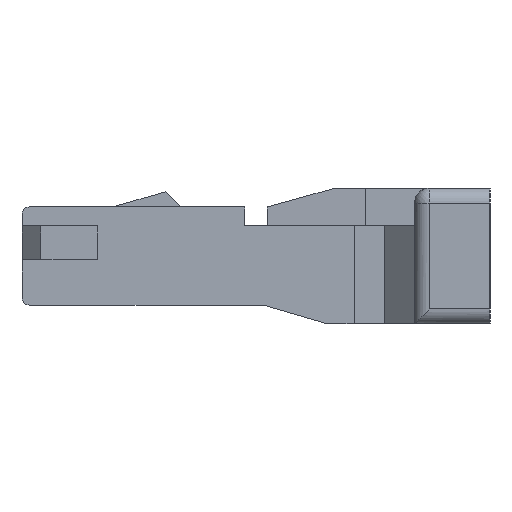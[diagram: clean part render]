
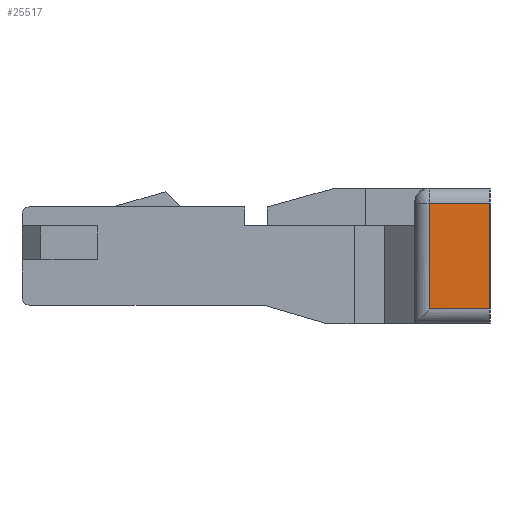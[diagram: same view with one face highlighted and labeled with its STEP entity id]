
A CAD part, left-side view. The second image highlights one B-rep face of the part: STEP entity #25517.
In plain terms, the highlighted planar face has unit normal (-1, 0, 0).
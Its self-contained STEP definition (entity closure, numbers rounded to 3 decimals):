
#55 = CYLINDRICAL_SURFACE('',#56,0.2);
#56 = AXIS2_PLACEMENT_3D('',#57,#58,#59);
#57 = CARTESIAN_POINT('',(-8.91,-10.582,-0.7));
#58 = DIRECTION('',(0.,1.,0.));
#59 = DIRECTION('',(0.,0.,-1.));
#105 = PLANE('',#106);
#106 = AXIS2_PLACEMENT_3D('',#107,#108,#109);
#107 = CARTESIAN_POINT('',(-9.11,-2.5,-0.9));
#108 = DIRECTION('',(0.,-1.,0.));
#109 = DIRECTION('',(1.,0.,0.));
#476 = EDGE_CURVE('',#477,#479,#481,.T.);
#477 = VERTEX_POINT('',#478);
#478 = CARTESIAN_POINT('',(-9.11,-2.5,-0.7));
#479 = VERTEX_POINT('',#480);
#480 = CARTESIAN_POINT('',(-9.11,-1.7,-0.7));
#481 = SURFACE_CURVE('',#482,(#486,#515),.PCURVE_S1.);
#482 = LINE('',#483,#484);
#483 = CARTESIAN_POINT('',(-9.11,-2.5,-0.7));
#484 = VECTOR('',#485,1.);
#485 = DIRECTION('',(0.,1.,0.));
#486 = PCURVE('',#55,#487);
#487 = DEFINITIONAL_REPRESENTATION('',(#488),#514);
#488 = B_SPLINE_CURVE_WITH_KNOTS('',3,(#489,#490,#491,#492,#493,#494,
    #495,#496,#497,#498,#499,#500,#501,#502,#503,#504,#505,#506,#507,
    #508,#509,#510,#511,#512,#513),.UNSPECIFIED.,.F.,.F.,(4,1,1,1,1,1,1,
    1,1,1,1,1,1,1,1,1,1,1,1,1,1,1,4),(0.,0.036,
    0.073,0.109,0.145,0.182,
    0.218,0.255,0.291,0.327,
    0.364,0.4,0.436,0.473,0.509,
    0.545,0.582,0.618,0.655,
    0.691,0.727,0.764,0.8),
  .QUASI_UNIFORM_KNOTS.);
#489 = CARTESIAN_POINT('',(1.571,8.082));
#490 = CARTESIAN_POINT('',(1.571,8.094));
#491 = CARTESIAN_POINT('',(1.571,8.119));
#492 = CARTESIAN_POINT('',(1.571,8.155));
#493 = CARTESIAN_POINT('',(1.571,8.191));
#494 = CARTESIAN_POINT('',(1.571,8.228));
#495 = CARTESIAN_POINT('',(1.571,8.264));
#496 = CARTESIAN_POINT('',(1.571,8.301));
#497 = CARTESIAN_POINT('',(1.571,8.337));
#498 = CARTESIAN_POINT('',(1.571,8.373));
#499 = CARTESIAN_POINT('',(1.571,8.41));
#500 = CARTESIAN_POINT('',(1.571,8.446));
#501 = CARTESIAN_POINT('',(1.571,8.482));
#502 = CARTESIAN_POINT('',(1.571,8.519));
#503 = CARTESIAN_POINT('',(1.571,8.555));
#504 = CARTESIAN_POINT('',(1.571,8.591));
#505 = CARTESIAN_POINT('',(1.571,8.628));
#506 = CARTESIAN_POINT('',(1.571,8.664));
#507 = CARTESIAN_POINT('',(1.571,8.701));
#508 = CARTESIAN_POINT('',(1.571,8.737));
#509 = CARTESIAN_POINT('',(1.571,8.773));
#510 = CARTESIAN_POINT('',(1.571,8.81));
#511 = CARTESIAN_POINT('',(1.571,8.846));
#512 = CARTESIAN_POINT('',(1.571,8.87));
#513 = CARTESIAN_POINT('',(1.571,8.882));
#514 = ( GEOMETRIC_REPRESENTATION_CONTEXT(2) 
PARAMETRIC_REPRESENTATION_CONTEXT() REPRESENTATION_CONTEXT('2D SPACE',''
  ) );
#515 = PCURVE('',#516,#521);
#516 = PLANE('',#517);
#517 = AXIS2_PLACEMENT_3D('',#518,#519,#520);
#518 = CARTESIAN_POINT('',(-9.11,-1.5,-0.9));
#519 = DIRECTION('',(-1.,0.,0.));
#520 = DIRECTION('',(0.,-1.,0.));
#521 = DEFINITIONAL_REPRESENTATION('',(#522),#526);
#522 = LINE('',#523,#524);
#523 = CARTESIAN_POINT('',(1.,0.2));
#524 = VECTOR('',#525,1.);
#525 = DIRECTION('',(-1.,0.));
#526 = ( GEOMETRIC_REPRESENTATION_CONTEXT(2) 
PARAMETRIC_REPRESENTATION_CONTEXT() REPRESENTATION_CONTEXT('2D SPACE',''
  ) );
#593 = CYLINDRICAL_SURFACE('',#594,0.2);
#594 = AXIS2_PLACEMENT_3D('',#595,#596,#597);
#595 = CARTESIAN_POINT('',(-8.91,-1.7,-3.246));
#596 = DIRECTION('',(0.,0.,1.));
#597 = DIRECTION('',(0.,1.,0.));
#880 = EDGE_CURVE('',#477,#881,#883,.T.);
#881 = VERTEX_POINT('',#882);
#882 = CARTESIAN_POINT('',(-9.11,-2.5,0.7));
#883 = SURFACE_CURVE('',#884,(#888,#895),.PCURVE_S1.);
#884 = LINE('',#885,#886);
#885 = CARTESIAN_POINT('',(-9.11,-2.5,-0.7));
#886 = VECTOR('',#887,1.);
#887 = DIRECTION('',(0.,0.,1.));
#888 = PCURVE('',#105,#889);
#889 = DEFINITIONAL_REPRESENTATION('',(#890),#894);
#890 = LINE('',#891,#892);
#891 = CARTESIAN_POINT('',(0.,0.2));
#892 = VECTOR('',#893,1.);
#893 = DIRECTION('',(0.,1.));
#894 = ( GEOMETRIC_REPRESENTATION_CONTEXT(2) 
PARAMETRIC_REPRESENTATION_CONTEXT() REPRESENTATION_CONTEXT('2D SPACE',''
  ) );
#895 = PCURVE('',#516,#896);
#896 = DEFINITIONAL_REPRESENTATION('',(#897),#901);
#897 = LINE('',#898,#899);
#898 = CARTESIAN_POINT('',(1.,0.2));
#899 = VECTOR('',#900,1.);
#900 = DIRECTION('',(0.,1.));
#901 = ( GEOMETRIC_REPRESENTATION_CONTEXT(2) 
PARAMETRIC_REPRESENTATION_CONTEXT() REPRESENTATION_CONTEXT('2D SPACE',''
  ) );
#920 = CYLINDRICAL_SURFACE('',#921,0.2);
#921 = AXIS2_PLACEMENT_3D('',#922,#923,#924);
#922 = CARTESIAN_POINT('',(-8.91,-10.582,0.7));
#923 = DIRECTION('',(0.,1.,0.));
#924 = DIRECTION('',(-1.,0.,0.));
#25406 = VERTEX_POINT('',#25407);
#25407 = CARTESIAN_POINT('',(-9.11,-1.7,0.7));
#25475 = EDGE_CURVE('',#479,#25406,#25476,.T.);
#25476 = SURFACE_CURVE('',#25477,(#25481,#25510),.PCURVE_S1.);
#25477 = LINE('',#25478,#25479);
#25478 = CARTESIAN_POINT('',(-9.11,-1.7,-0.7));
#25479 = VECTOR('',#25480,1.);
#25480 = DIRECTION('',(0.,0.,1.));
#25481 = PCURVE('',#593,#25482);
#25482 = DEFINITIONAL_REPRESENTATION('',(#25483),#25509);
#25483 = B_SPLINE_CURVE_WITH_KNOTS('',3,(#25484,#25485,#25486,#25487,
    #25488,#25489,#25490,#25491,#25492,#25493,#25494,#25495,#25496,
    #25497,#25498,#25499,#25500,#25501,#25502,#25503,#25504,#25505,
    #25506,#25507,#25508),.UNSPECIFIED.,.F.,.F.,(4,1,1,1,1,1,1,1,1,1,1,1
    ,1,1,1,1,1,1,1,1,1,1,4),(0.,0.064,0.127,
    0.191,0.255,0.318,0.382,
    0.445,0.509,0.573,0.636,0.7,
    0.764,0.827,0.891,0.955,
    1.018,1.082,1.145,1.209,
    1.273,1.336,1.4),.QUASI_UNIFORM_KNOTS.);
#25484 = CARTESIAN_POINT('',(1.571,2.546));
#25485 = CARTESIAN_POINT('',(1.571,2.568));
#25486 = CARTESIAN_POINT('',(1.571,2.61));
#25487 = CARTESIAN_POINT('',(1.571,2.674));
#25488 = CARTESIAN_POINT('',(1.571,2.737));
#25489 = CARTESIAN_POINT('',(1.571,2.801));
#25490 = CARTESIAN_POINT('',(1.571,2.865));
#25491 = CARTESIAN_POINT('',(1.571,2.928));
#25492 = CARTESIAN_POINT('',(1.571,2.992));
#25493 = CARTESIAN_POINT('',(1.571,3.056));
#25494 = CARTESIAN_POINT('',(1.571,3.119));
#25495 = CARTESIAN_POINT('',(1.571,3.183));
#25496 = CARTESIAN_POINT('',(1.571,3.246));
#25497 = CARTESIAN_POINT('',(1.571,3.31));
#25498 = CARTESIAN_POINT('',(1.571,3.374));
#25499 = CARTESIAN_POINT('',(1.571,3.437));
#25500 = CARTESIAN_POINT('',(1.571,3.501));
#25501 = CARTESIAN_POINT('',(1.571,3.565));
#25502 = CARTESIAN_POINT('',(1.571,3.628));
#25503 = CARTESIAN_POINT('',(1.571,3.692));
#25504 = CARTESIAN_POINT('',(1.571,3.756));
#25505 = CARTESIAN_POINT('',(1.571,3.819));
#25506 = CARTESIAN_POINT('',(1.571,3.883));
#25507 = CARTESIAN_POINT('',(1.571,3.925));
#25508 = CARTESIAN_POINT('',(1.571,3.946));
#25509 = ( GEOMETRIC_REPRESENTATION_CONTEXT(2) 
PARAMETRIC_REPRESENTATION_CONTEXT() REPRESENTATION_CONTEXT('2D SPACE',''
  ) );
#25510 = PCURVE('',#516,#25511);
#25511 = DEFINITIONAL_REPRESENTATION('',(#25512),#25516);
#25512 = LINE('',#25513,#25514);
#25513 = CARTESIAN_POINT('',(0.2,0.2));
#25514 = VECTOR('',#25515,1.);
#25515 = DIRECTION('',(0.,1.));
#25516 = ( GEOMETRIC_REPRESENTATION_CONTEXT(2) 
PARAMETRIC_REPRESENTATION_CONTEXT() REPRESENTATION_CONTEXT('2D SPACE',''
  ) );
#25517 = ADVANCED_FACE('',(#25518),#516,.T.);
#25518 = FACE_BOUND('',#25519,.F.);
#25519 = EDGE_LOOP('',(#25520,#25563,#25564,#25565));
#25520 = ORIENTED_EDGE('',*,*,#25521,.F.);
#25521 = EDGE_CURVE('',#881,#25406,#25522,.T.);
#25522 = SURFACE_CURVE('',#25523,(#25527,#25534),.PCURVE_S1.);
#25523 = LINE('',#25524,#25525);
#25524 = CARTESIAN_POINT('',(-9.11,-2.5,0.7));
#25525 = VECTOR('',#25526,1.);
#25526 = DIRECTION('',(0.,1.,0.));
#25527 = PCURVE('',#516,#25528);
#25528 = DEFINITIONAL_REPRESENTATION('',(#25529),#25533);
#25529 = LINE('',#25530,#25531);
#25530 = CARTESIAN_POINT('',(1.,1.6));
#25531 = VECTOR('',#25532,1.);
#25532 = DIRECTION('',(-1.,0.));
#25533 = ( GEOMETRIC_REPRESENTATION_CONTEXT(2) 
PARAMETRIC_REPRESENTATION_CONTEXT() REPRESENTATION_CONTEXT('2D SPACE',''
  ) );
#25534 = PCURVE('',#920,#25535);
#25535 = DEFINITIONAL_REPRESENTATION('',(#25536),#25562);
#25536 = B_SPLINE_CURVE_WITH_KNOTS('',3,(#25537,#25538,#25539,#25540,
    #25541,#25542,#25543,#25544,#25545,#25546,#25547,#25548,#25549,
    #25550,#25551,#25552,#25553,#25554,#25555,#25556,#25557,#25558,
    #25559,#25560,#25561),.UNSPECIFIED.,.F.,.F.,(4,1,1,1,1,1,1,1,1,1,1,1
    ,1,1,1,1,1,1,1,1,1,1,4),(0.,0.036,
    0.073,0.109,0.145,0.182,
    0.218,0.255,0.291,0.327,
    0.364,0.4,0.436,0.473,0.509,
    0.545,0.582,0.618,0.655,
    0.691,0.727,0.764,0.8),
  .QUASI_UNIFORM_KNOTS.);
#25537 = CARTESIAN_POINT('',(0.,8.082));
#25538 = CARTESIAN_POINT('',(0.,8.094));
#25539 = CARTESIAN_POINT('',(0.,8.119));
#25540 = CARTESIAN_POINT('',(0.,8.155));
#25541 = CARTESIAN_POINT('',(0.,8.191));
#25542 = CARTESIAN_POINT('',(0.,8.228));
#25543 = CARTESIAN_POINT('',(0.,8.264));
#25544 = CARTESIAN_POINT('',(0.,8.301));
#25545 = CARTESIAN_POINT('',(0.,8.337));
#25546 = CARTESIAN_POINT('',(0.,8.373));
#25547 = CARTESIAN_POINT('',(0.,8.41));
#25548 = CARTESIAN_POINT('',(0.,8.446));
#25549 = CARTESIAN_POINT('',(0.,8.482));
#25550 = CARTESIAN_POINT('',(0.,8.519));
#25551 = CARTESIAN_POINT('',(0.,8.555));
#25552 = CARTESIAN_POINT('',(0.,8.591));
#25553 = CARTESIAN_POINT('',(0.,8.628));
#25554 = CARTESIAN_POINT('',(0.,8.664));
#25555 = CARTESIAN_POINT('',(0.,8.701));
#25556 = CARTESIAN_POINT('',(0.,8.737));
#25557 = CARTESIAN_POINT('',(0.,8.773));
#25558 = CARTESIAN_POINT('',(0.,8.81));
#25559 = CARTESIAN_POINT('',(0.,8.846));
#25560 = CARTESIAN_POINT('',(0.,8.87));
#25561 = CARTESIAN_POINT('',(0.,8.882));
#25562 = ( GEOMETRIC_REPRESENTATION_CONTEXT(2) 
PARAMETRIC_REPRESENTATION_CONTEXT() REPRESENTATION_CONTEXT('2D SPACE',''
  ) );
#25563 = ORIENTED_EDGE('',*,*,#880,.F.);
#25564 = ORIENTED_EDGE('',*,*,#476,.T.);
#25565 = ORIENTED_EDGE('',*,*,#25475,.T.);
